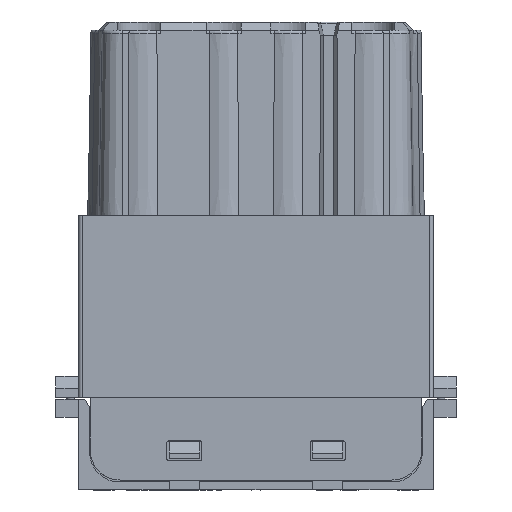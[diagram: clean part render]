
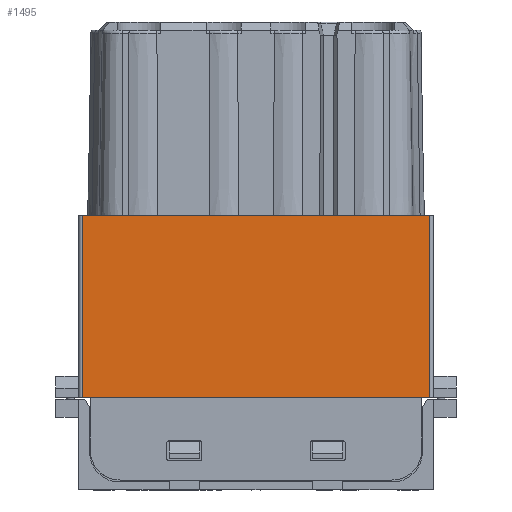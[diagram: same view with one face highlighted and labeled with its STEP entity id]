
A CAD part, left-side view. The second image highlights one B-rep face of the part: STEP entity #1495.
In plain terms, the highlighted planar face has unit normal (-1, 0, 0).
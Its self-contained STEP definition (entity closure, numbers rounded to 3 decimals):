
#615=FACE_OUTER_BOUND('',#3445,.T.);
#1495=ADVANCED_FACE('',(#615),#2476,.T.);
#2476=PLANE('',#23996);
#3445=EDGE_LOOP('',(#4933,#4934,#4935,#4936));
#4933=ORIENTED_EDGE('',*,*,#12217,.T.);
#4934=ORIENTED_EDGE('',*,*,#12218,.T.);
#4935=ORIENTED_EDGE('',*,*,#12219,.T.);
#4936=ORIENTED_EDGE('',*,*,#12220,.T.);
#10283=VERTEX_POINT('',#33799);
#10284=VERTEX_POINT('',#33800);
#10285=VERTEX_POINT('',#33802);
#10286=VERTEX_POINT('',#33804);
#12217=EDGE_CURVE('',#10283,#10284,#18546,.T.);
#12218=EDGE_CURVE('',#10284,#10285,#18547,.T.);
#12219=EDGE_CURVE('',#10285,#10286,#18548,.T.);
#12220=EDGE_CURVE('',#10286,#10283,#18549,.T.);
#18546=LINE('',#33798,#20583);
#18547=LINE('',#33801,#20584);
#18548=LINE('',#33803,#20585);
#18549=LINE('',#33805,#20586);
#20583=VECTOR('',#26249,1.);
#20584=VECTOR('',#26250,1.);
#20585=VECTOR('',#26251,1.);
#20586=VECTOR('',#26252,1.);
#23996=AXIS2_PLACEMENT_3D('',#33806,#26253,#26254);
#26249=DIRECTION('',(0.,0.,-1.));
#26250=DIRECTION('',(0.,-1.,0.));
#26251=DIRECTION('',(0.,0.,1.));
#26252=DIRECTION('',(0.,1.,0.));
#26253=DIRECTION('',(-1.,0.,0.));
#26254=DIRECTION('',(0.,1.,0.));
#33798=CARTESIAN_POINT('',(-14.675,14.85,-15.3));
#33799=CARTESIAN_POINT('',(-14.675,14.85,0.25));
#33800=CARTESIAN_POINT('',(-14.675,14.85,-15.3));
#33801=CARTESIAN_POINT('',(-14.675,-14.15,-15.3));
#33802=CARTESIAN_POINT('',(-14.675,-14.85,-15.3));
#33803=CARTESIAN_POINT('',(-14.675,-14.85,-0.15));
#33804=CARTESIAN_POINT('',(-14.675,-14.85,0.25));
#33805=CARTESIAN_POINT('',(-14.675,-15.15,0.25));
#33806=CARTESIAN_POINT('',(-14.675,-15.25,-0.15));
